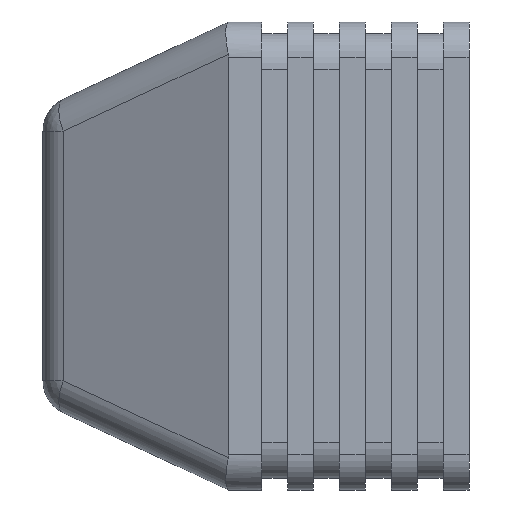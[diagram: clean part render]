
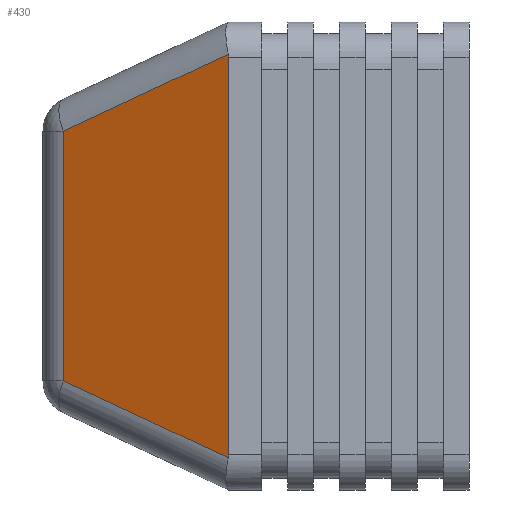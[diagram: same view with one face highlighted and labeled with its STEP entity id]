
A CAD part, front view. The second image highlights one B-rep face of the part: STEP entity #430.
In plain terms, the highlighted planar face has unit normal (-0.423, -0.906, 0).
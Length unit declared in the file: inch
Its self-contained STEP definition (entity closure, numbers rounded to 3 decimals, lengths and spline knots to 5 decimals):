
#163 = EDGE_CURVE ( 'NONE', #802, #798, #1162, .T. ) ;
#251 = EDGE_CURVE ( 'NONE', #802, #936, #1801, .T. ) ;
#276 = AXIS2_PLACEMENT_3D ( 'NONE', #2072, #2078, #2082 ) ;
#357 = DIRECTION ( 'NONE',  ( 0.835, -0.389, -0.389 ) ) ;
#361 = CARTESIAN_POINT ( 'NONE',  ( -0.19516, -0.16712, -0.17543 ) ) ;
#430 = ADVANCED_FACE ( 'NONE', ( #1674 ), #2069, .T. ) ;
#711 = VERTEX_POINT ( 'NONE', #4123 ) ;
#798 = VERTEX_POINT ( 'NONE', #4170 ) ;
#802 = VERTEX_POINT ( 'NONE', #4173 ) ;
#867 = EDGE_LOOP ( 'NONE', ( #2523, #2634, #2669, #2664, #2657, #2533 ) ) ;
#873 = VERTEX_POINT ( 'NONE', #4209 ) ;
#913 = VERTEX_POINT ( 'NONE', #3005 ) ;
#936 = VERTEX_POINT ( 'NONE', #3019 ) ;
#1162 =( BOUNDED_CURVE ( )  B_SPLINE_CURVE ( 3, ( #1515, #1513, #1476, #1514 ),
 .UNSPECIFIED., .F., .F. ) 
 B_SPLINE_CURVE_WITH_KNOTS ( ( 4, 4 ),
 ( 0., 0.08978 ),
 .UNSPECIFIED. ) 
 CURVE ( )  GEOMETRIC_REPRESENTATION_ITEM ( )  RATIONAL_B_SPLINE_CURVE ( ( 1., 0.999, 0.999, 1. ) ) 
 REPRESENTATION_ITEM ( '' )  );
#1405 =( BOUNDED_CURVE ( )  B_SPLINE_CURVE ( 3, ( #2160, #2168, #2173, #2174 ),
 .UNSPECIFIED., .F., .F. ) 
 B_SPLINE_CURVE_WITH_KNOTS ( ( 4, 4 ),
 ( 6.1934, 6.28319 ),
 .UNSPECIFIED. ) 
 CURVE ( )  GEOMETRIC_REPRESENTATION_ITEM ( )  RATIONAL_B_SPLINE_CURVE ( ( 1., 0.999, 0.999, 1. ) ) 
 REPRESENTATION_ITEM ( '' )  );
#1476 = CARTESIAN_POINT ( 'NONE',  ( -0.20409, -0.16296, 0.1703 ) ) ;
#1513 = CARTESIAN_POINT ( 'NONE',  ( -0.204, -0.163, 0.1694 ) ) ;
#1514 = CARTESIAN_POINT ( 'NONE',  ( -0.20426, -0.16288, 0.17119 ) ) ;
#1515 = CARTESIAN_POINT ( 'NONE',  ( -0.204, -0.163, 0.1685 ) ) ;
#1674 = FACE_OUTER_BOUND ( 'NONE', #867, .T. ) ;
#1801 = LINE ( 'NONE', #3427, #1851 ) ;
#1851 = VECTOR ( 'NONE', #3426, 39.37008 ) ;
#2069 = PLANE ( 'NONE',  #276 ) ;
#2072 = CARTESIAN_POINT ( 'NONE',  ( -0.204, -0.163, -0.1985 ) ) ;
#2078 = DIRECTION ( 'NONE',  ( -0.423, -0.906, 0. ) ) ;
#2082 = DIRECTION ( 'NONE',  ( 0.906, -0.423, 0. ) ) ;
#2160 = CARTESIAN_POINT ( 'NONE',  ( -0.20426, -0.16288, -0.17119 ) ) ;
#2168 = CARTESIAN_POINT ( 'NONE',  ( -0.20409, -0.16296, -0.1703 ) ) ;
#2173 = CARTESIAN_POINT ( 'NONE',  ( -0.204, -0.163, -0.1694 ) ) ;
#2174 = CARTESIAN_POINT ( 'NONE',  ( -0.204, -0.163, -0.1685 ) ) ;
#2523 = ORIENTED_EDGE ( 'NONE', *, *, #3489, .T. ) ;
#2533 = ORIENTED_EDGE ( 'NONE', *, *, #3521, .T. ) ;
#2634 = ORIENTED_EDGE ( 'NONE', *, *, #3554, .T. ) ;
#2657 = ORIENTED_EDGE ( 'NONE', *, *, #3531, .T. ) ;
#2664 = ORIENTED_EDGE ( 'NONE', *, *, #163, .T. ) ;
#2669 = ORIENTED_EDGE ( 'NONE', *, *, #251, .F. ) ;
#2790 = CARTESIAN_POINT ( 'NONE',  ( -0.34418, -0.09763, -0.12506 ) ) ;
#2791 = DIRECTION ( 'NONE',  ( 0., 0., -1. ) ) ;
#2818 = CARTESIAN_POINT ( 'NONE',  ( -0.32418, -0.10696, 0.11527 ) ) ;
#2819 = DIRECTION ( 'NONE',  ( -0.835, 0.389, -0.389 ) ) ;
#3005 = CARTESIAN_POINT ( 'NONE',  ( -0.20426, -0.16288, -0.17119 ) ) ;
#3019 = CARTESIAN_POINT ( 'NONE',  ( -0.204, -0.163, -0.1685 ) ) ;
#3426 = DIRECTION ( 'NONE',  ( 0., 0., -1. ) ) ;
#3427 = CARTESIAN_POINT ( 'NONE',  ( -0.204, -0.163, 0.1985 ) ) ;
#3489 = EDGE_CURVE ( 'NONE', #711, #913, #3768, .T. ) ;
#3521 = EDGE_CURVE ( 'NONE', #873, #711, #3686, .T. ) ;
#3531 = EDGE_CURVE ( 'NONE', #798, #873, #3695, .T. ) ;
#3554 = EDGE_CURVE ( 'NONE', #913, #936, #1405, .T. ) ;
#3622 = VECTOR ( 'NONE', #2791, 39.37008 ) ;
#3679 = VECTOR ( 'NONE', #2819, 39.37008 ) ;
#3686 = LINE ( 'NONE', #2790, #3622 ) ;
#3695 = LINE ( 'NONE', #2818, #3679 ) ;
#3768 = LINE ( 'NONE', #361, #3779 ) ;
#3779 = VECTOR ( 'NONE', #357, 39.37008 ) ;
#4123 = CARTESIAN_POINT ( 'NONE',  ( -0.34418, -0.09763, -0.10594 ) ) ;
#4170 = CARTESIAN_POINT ( 'NONE',  ( -0.20426, -0.16288, 0.17119 ) ) ;
#4173 = CARTESIAN_POINT ( 'NONE',  ( -0.204, -0.163, 0.1685 ) ) ;
#4209 = CARTESIAN_POINT ( 'NONE',  ( -0.34418, -0.09763, 0.10594 ) ) ;
